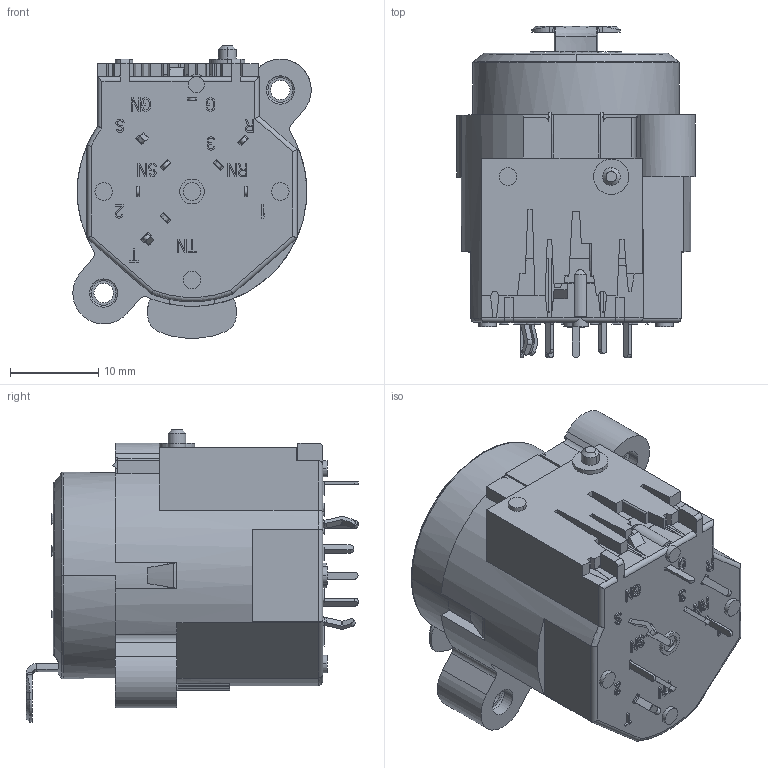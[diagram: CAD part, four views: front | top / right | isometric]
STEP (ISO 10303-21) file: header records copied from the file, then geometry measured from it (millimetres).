
FILE_DESCRIPTION((''),'2;1');
FILE_NAME('30011405','2024-04-16T08:27:19',('lob'),(''),'CREO PARAMETRIC BY PTC INC, 2023424','CREO PARAMETRIC BY PTC INC, 2023424','');
FILE_SCHEMA(('AP242_MANAGED_MODEL_BASED_3D_ENGINEERING_MIM_LF { 1 0 10303 442 1 1 4 }'));
Length unit declared in the file: millimetre
Products named in the file (1): 30011405
Bounding box: 27 x 37.6 x 33.1 mm (x, y, z)
Volume: 14780.7 mm3; surface area: 6113.3 mm2
Topology: 1 solids, 4 shells, 1482 faces, 4030 edges, 2598 vertices
Faces by surface type: plane 1206, cylinder 190, cone 33, bspline 28, torus 23, sphere 2
Entity records: 58342 total; most frequent: CARTESIAN_POINT 10011, ORIENTED_EDGE 8052, DIRECTION 7247, EDGE_CURVE 4026, VECTOR 3409, LINE 3409, VERTEX_POINT 2598, AXIS2_PLACEMENT_3D 1919
